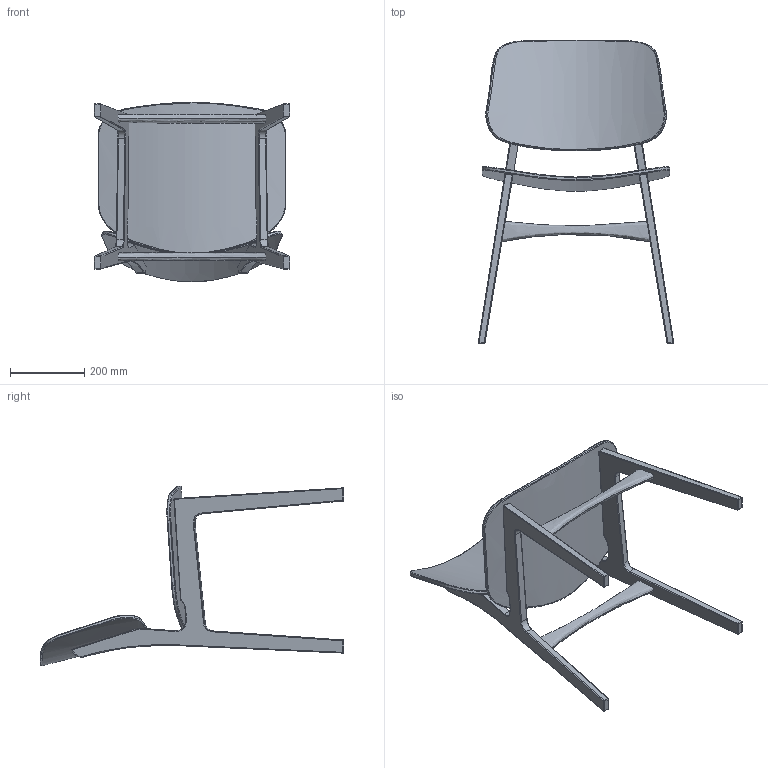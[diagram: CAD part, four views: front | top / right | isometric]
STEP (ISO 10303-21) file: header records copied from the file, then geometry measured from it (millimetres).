
FILE_DESCRIPTION (( 'STEP AP214' ), '1' );
FILE_NAME ('Chair_Soborg_Final.STEP', '2020-05-11T20:14:00', ( '' ), ( '' ), 'SwSTEP 2.0', 'SolidWorks 2020', '' );
FILE_SCHEMA (( 'AUTOMOTIVE_DESIGN' ));
Length unit declared in the file: millimetre
Products named in the file (1): Chair_Soborg_Final
Bounding box: 525.38 x 815.39 x 482.59 mm (x, y, z)
Volume: 6395889.6 mm3; surface area: 1112419.8 mm2
Topology: 4 solids, 4 shells, 198 faces, 478 edges, 278 vertices
Faces by surface type: cylinder 78, bspline 48, plane 32, sphere 28, torus 12
Entity records: 18523 total; most frequent: CARTESIAN_POINT 14333, ORIENTED_EDGE 908, DIRECTION 804, EDGE_CURVE 454, AXIS2_PLACEMENT_3D 323, VERTEX_POINT 266, EDGE_LOOP 200, FACE_OUTER_BOUND 198
